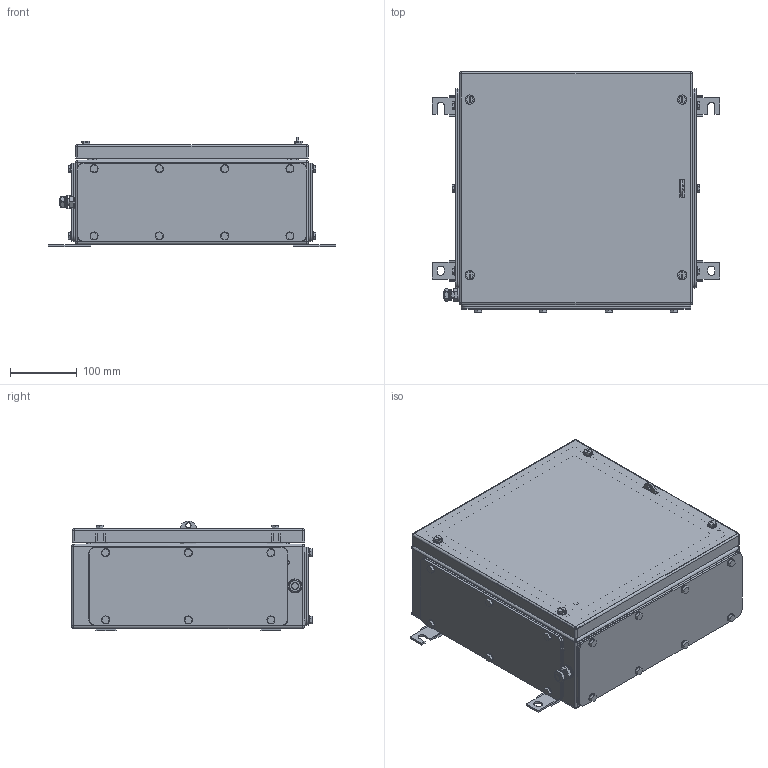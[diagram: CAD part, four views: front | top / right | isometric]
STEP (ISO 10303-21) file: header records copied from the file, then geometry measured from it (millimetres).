
FILE_DESCRIPTION(('CATIA V5 STEP Exchange','CAx-IF Rec.Pracs.--- Model Styling and Organization---1.4--- 2014-01-23'),'2;1');
FILE_NAME ('1523428-3_1_8000108836_8000108836 KTB MH 353515 S4E3.stp','2023-05-04T13:38:32+00:00',('none'),('Weidmueller'),'CATIA Version 5-6 Release 2016 SP3 HF44','CATIA V5 STEP AP214','none');
FILE_SCHEMA(('AUTOMOTIVE_DESIGN { 1 0 10303 214 1 1 1 1 }'));
Products named in the file (1): 8000108836 KTB MH 353515 S4E3
Bounding box: 431 x 361 x 165 mm (x, y, z)
Volume: 1250818.2 mm3; surface area: 1322885.6 mm2
Topology: 91 solids, 91 shells, 2254 faces, 5580 edges, 3564 vertices
Faces by surface type: plane 955, cylinder 923, cone 236, bspline 112, torus 20, sphere 8
Entity records: 77613 total; most frequent: CARTESIAN_POINT 26945, ORIENTED_EDGE 10968, DIRECTION 8698, EDGE_CURVE 5484, AXIS2_PLACEMENT_3D 3600, VERTEX_POINT 3564, VECTOR 2964, LINE 2964
